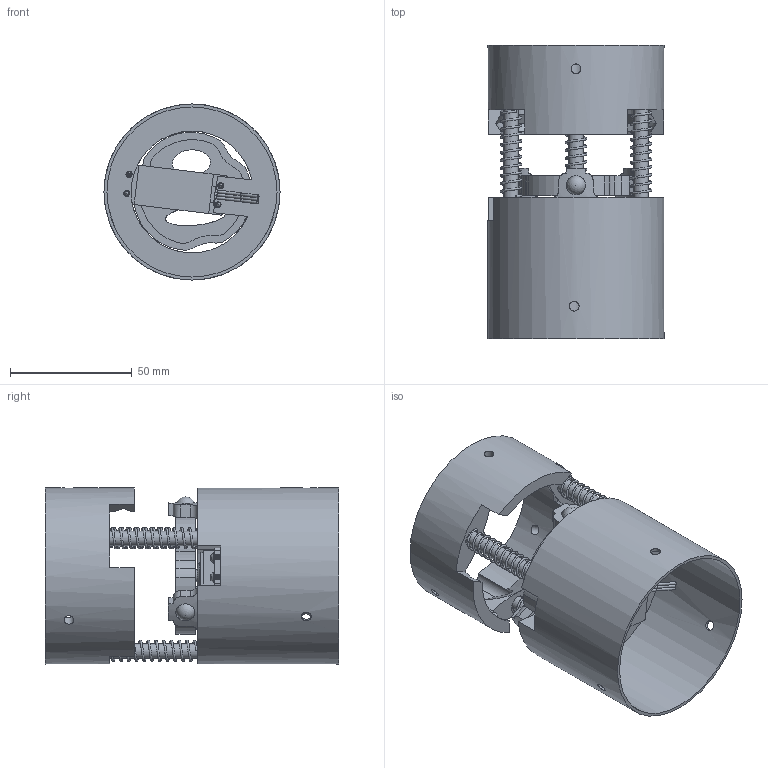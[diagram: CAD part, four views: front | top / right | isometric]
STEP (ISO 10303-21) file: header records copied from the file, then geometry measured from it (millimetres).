
FILE_DESCRIPTION(/* description */ (''),/* implementation_level */ '2;1');
FILE_NAME(/* name */ '09097218-f534-4d2a-9c81-2aa4863f550c.stp',/* time_stamp */ '2022-08-06T11:59:48Z',/* author */ (''),/* organization */ (''),/* preprocessor_version */ 'ST-DEVELOPER v19',/* originating_system */ 'Autodesk Translation Framework v11.7.0.108',/* authorisation */ '');
FILE_SCHEMA (('AUTOMOTIVE_DESIGN { 1 0 10303 214 3 1 1 }'));
Length unit declared in the file: millimetre
Products named in the file (12): SEE v1-2019; TGY-225MG; palonnier; Retaining Ring; Command Head; Plate; bille_8; ressort; ressort (1); ressort (2); vis M2.5; vis M2x5
Assembly tree (16 placements, depth 2):
  SEE v1-2019
    bille_8  x3
    TGY-225MG
    palonnier
    Retaining Ring
    Command Head
    Plate
    ressort
    ressort (1)
    ressort (2)
    vis M2.5  x4
    vis M2x5
Bounding box: 72.2 x 120.4 x 72.2 mm (x, y, z)
Volume: 103620.6 mm3; surface area: 64062.3 mm2
Topology: 16 solids, 16 shells, 531 faces, 1441 edges, 954 vertices
Faces by surface type: plane 219, cylinder 190, bspline 60, cone 45, torus 9, sphere 8
Full cylindrical faces by diameter (mm): 1.2 x6, 1.453 x1, 1.48 x6, 1.575 x24, 2 x6, 2.17 x16, 2.5 x4, 2.8 x1, 4 x8, 4.96 x1, 5 x1, 6 x3, 7 x4, 8.2 x3, 11.04 x1, 50 x1, 69.8 x1, 72.2 x2
Entity records: 20380 total; most frequent: CARTESIAN_POINT 10830, ORIENTED_EDGE 1964, DIRECTION 1856, EDGE_CURVE 982, AXIS2_PLACEMENT_3D 690, VERTEX_POINT 650, LINE 476, VECTOR 476
